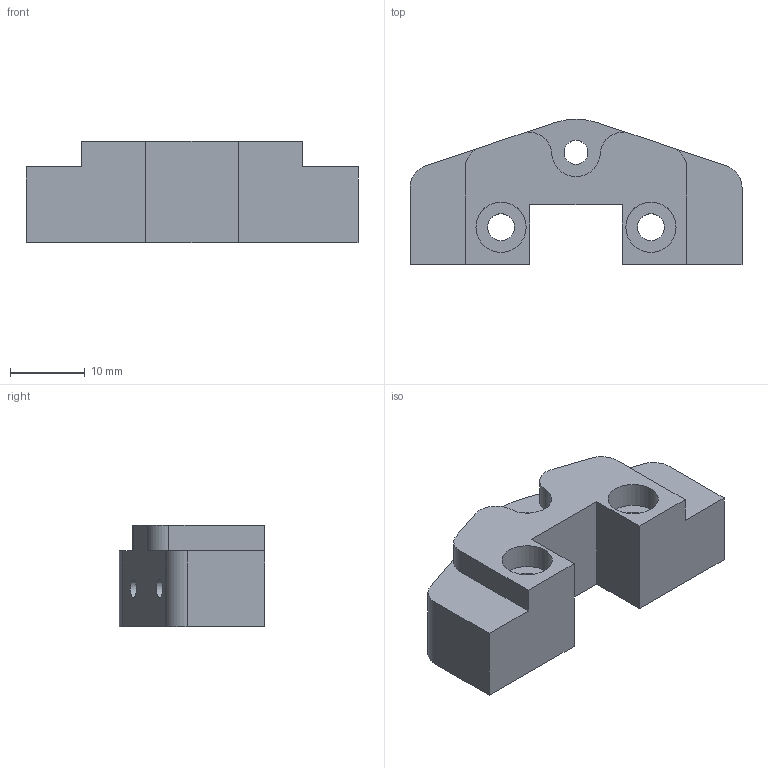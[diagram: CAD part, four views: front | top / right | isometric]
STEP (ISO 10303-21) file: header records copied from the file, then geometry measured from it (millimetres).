
FILE_DESCRIPTION(/* description */ (''),/* implementation_level */ '2;1');
FILE_NAME(/* name */ 'END_HOLDER_BLOCK_V01.step',/* time_stamp */ '2023-01-13T21:39:39+01:00',/* author */ (''),/* organization */ (''),/* preprocessor_version */ 'ST-DEVELOPER v19.2',/* originating_system */ 'Autodesk Translation Framework v11.17.0.187',/* authorisation */ '');
FILE_SCHEMA (('AUTOMOTIVE_DESIGN { 1 0 10303 214 3 1 1 }'));
Length unit declared in the file: millimetre
Products named in the file (1): END_HOLDER_BLOCK_V01_PR
Bounding box: 44.3 x 19.42 x 13.5 mm (x, y, z)
Volume: 6761.2 mm3; surface area: 3630.7 mm2
Topology: 1 solids, 1 shells, 39 faces, 93 edges, 62 vertices
Faces by surface type: plane 22, cylinder 17
Full cylindrical faces by diameter (mm): 2.5 x4, 3.2 x1, 3.6 x2, 6.7 x2
Entity records: 1193 total; most frequent: DIRECTION 207, CARTESIAN_POINT 195, ORIENTED_EDGE 186, EDGE_CURVE 93, AXIS2_PLACEMENT_3D 74, VERTEX_POINT 62, LINE 59, VECTOR 59
